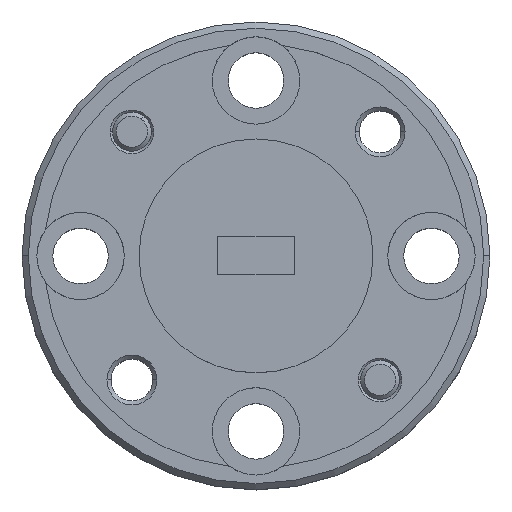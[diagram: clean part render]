
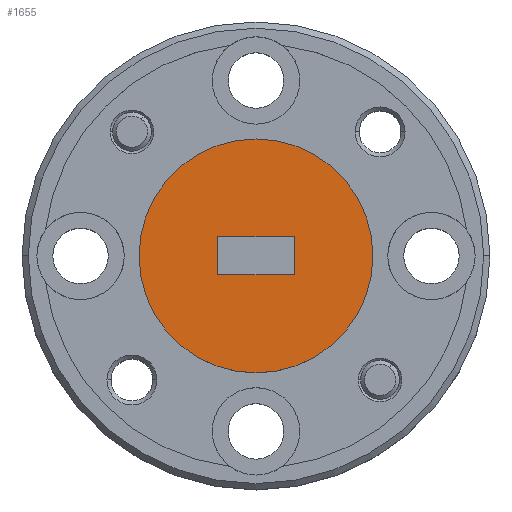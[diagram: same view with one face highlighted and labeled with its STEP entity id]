
A CAD part, top view. The second image highlights one B-rep face of the part: STEP entity #1655.
In plain terms, the highlighted planar face has unit normal (0, 0, 1).
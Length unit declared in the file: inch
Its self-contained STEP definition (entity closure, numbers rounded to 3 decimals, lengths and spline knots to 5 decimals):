
#24 = EDGE_LOOP ( 'NONE', ( #2242, #1748, #892, #1275 ) ) ;
#152 = CARTESIAN_POINT ( 'NONE',  ( -3.02664, 0.05796, 2.15774 ) ) ;
#166 = DIRECTION ( 'NONE',  ( 0., 0., 1. ) ) ;
#175 = DIRECTION ( 'NONE',  ( 1., 0., 0. ) ) ;
#208 = ORIENTED_EDGE ( 'NONE', *, *, #700, .T. ) ;
#217 = ORIENTED_EDGE ( 'NONE', *, *, #848, .T. ) ;
#268 = CARTESIAN_POINT ( 'NONE',  ( -2.96564, 0.08846, 2.15774 ) ) ;
#273 = CARTESIAN_POINT ( 'NONE',  ( -2.96564, 0.02746, 2.15774 ) ) ;
#277 = LINE ( 'NONE', #268, #365 ) ;
#315 = CARTESIAN_POINT ( 'NONE',  ( -3.08764, 0.02746, 2.15774 ) ) ;
#365 = VECTOR ( 'NONE', #1981, 39.37008 ) ;
#463 = CARTESIAN_POINT ( 'NONE',  ( -2.83914, 0.05796, 2.15774 ) ) ;
#476 = LINE ( 'NONE', #315, #1404 ) ;
#614 = VERTEX_POINT ( 'NONE', #1468 ) ;
#700 = EDGE_CURVE ( 'NONE', #2446, #1940, #2275, .T. ) ;
#826 = EDGE_LOOP ( 'NONE', ( #208, #217 ) ) ;
#848 = EDGE_CURVE ( 'NONE', #1940, #2446, #2474, .T. ) ;
#875 = CARTESIAN_POINT ( 'NONE',  ( -3.08764, 0.02746, 2.15774 ) ) ;
#892 = ORIENTED_EDGE ( 'NONE', *, *, #1379, .F. ) ;
#959 = DIRECTION ( 'NONE',  ( 1., 0., 0. ) ) ;
#1052 = CARTESIAN_POINT ( 'NONE',  ( -3.02664, 0.05796, 2.15774 ) ) ;
#1093 = CARTESIAN_POINT ( 'NONE',  ( -3.02664, 0.05796, 2.15774 ) ) ;
#1274 = VECTOR ( 'NONE', #1864, 39.37008 ) ;
#1275 = ORIENTED_EDGE ( 'NONE', *, *, #2115, .F. ) ;
#1282 = AXIS2_PLACEMENT_3D ( 'NONE', #1052, #1814, #2319 ) ;
#1379 = EDGE_CURVE ( 'NONE', #614, #2136, #1999, .T. ) ;
#1404 = VECTOR ( 'NONE', #1463, 39.37008 ) ;
#1416 = AXIS2_PLACEMENT_3D ( 'NONE', #1093, #166, #959 ) ;
#1440 = FACE_OUTER_BOUND ( 'NONE', #826, .T. ) ;
#1458 = VERTEX_POINT ( 'NONE', #2395 ) ;
#1463 = DIRECTION ( 'NONE',  ( 0., -1., 0. ) ) ;
#1468 = CARTESIAN_POINT ( 'NONE',  ( -2.96564, 0.02746, 2.15774 ) ) ;
#1569 = AXIS2_PLACEMENT_3D ( 'NONE', #152, #1680, #175 ) ;
#1635 = DIRECTION ( 'NONE',  ( 0., 1., 0. ) ) ;
#1652 = CARTESIAN_POINT ( 'NONE',  ( -2.96564, 0.02746, 2.15774 ) ) ;
#1655 = ADVANCED_FACE ( 'NONE', ( #2354, #1440 ), #1765, .T. ) ;
#1680 = DIRECTION ( 'NONE',  ( 0., 0., 1. ) ) ;
#1692 = CARTESIAN_POINT ( 'NONE',  ( -2.96564, 0.08846, 2.15774 ) ) ;
#1702 = VECTOR ( 'NONE', #1635, 39.37008 ) ;
#1748 = ORIENTED_EDGE ( 'NONE', *, *, #2030, .F. ) ;
#1765 = PLANE ( 'NONE',  #1282 ) ;
#1814 = DIRECTION ( 'NONE',  ( 0., 0., 1. ) ) ;
#1850 = VERTEX_POINT ( 'NONE', #875 ) ;
#1864 = DIRECTION ( 'NONE',  ( 1., 0., 0. ) ) ;
#1940 = VERTEX_POINT ( 'NONE', #463 ) ;
#1981 = DIRECTION ( 'NONE',  ( -1., 0., 0. ) ) ;
#1999 = LINE ( 'NONE', #273, #1702 ) ;
#2030 = EDGE_CURVE ( 'NONE', #2136, #1458, #277, .T. ) ;
#2115 = EDGE_CURVE ( 'NONE', #1850, #614, #2427, .T. ) ;
#2136 = VERTEX_POINT ( 'NONE', #1692 ) ;
#2166 = EDGE_CURVE ( 'NONE', #1458, #1850, #476, .T. ) ;
#2179 = CARTESIAN_POINT ( 'NONE',  ( -3.21414, 0.05796, 2.15774 ) ) ;
#2242 = ORIENTED_EDGE ( 'NONE', *, *, #2166, .F. ) ;
#2275 = CIRCLE ( 'NONE', #1416, 0.1875 ) ;
#2319 = DIRECTION ( 'NONE',  ( 1., 0., 0. ) ) ;
#2354 = FACE_BOUND ( 'NONE', #24, .T. ) ;
#2395 = CARTESIAN_POINT ( 'NONE',  ( -3.08764, 0.08846, 2.15774 ) ) ;
#2427 = LINE ( 'NONE', #1652, #1274 ) ;
#2446 = VERTEX_POINT ( 'NONE', #2179 ) ;
#2474 = CIRCLE ( 'NONE', #1569, 0.1875 ) ;
